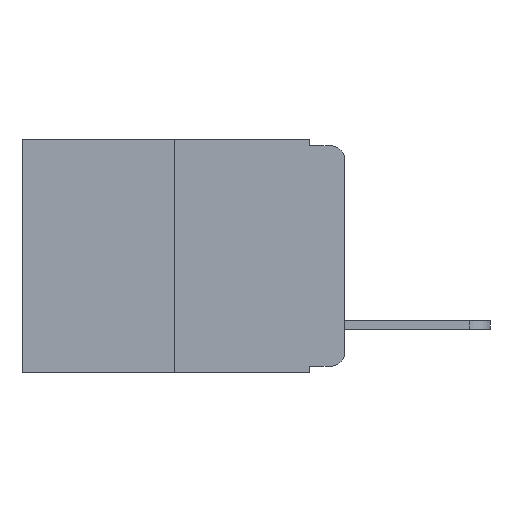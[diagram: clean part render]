
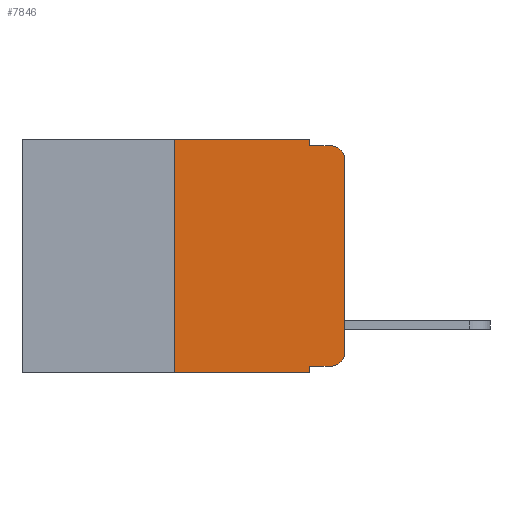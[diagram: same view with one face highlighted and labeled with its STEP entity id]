
A CAD part, left-side view. The second image highlights one B-rep face of the part: STEP entity #7846.
In plain terms, the highlighted planar face has unit normal (-1, 0, 0).
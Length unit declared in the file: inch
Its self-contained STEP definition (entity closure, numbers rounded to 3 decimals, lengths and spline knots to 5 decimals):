
#144 = DIRECTION ( 'NONE',  ( 0., -1., 0. ) ) ;
#681 = LINE ( 'NONE', #18473, #12689 ) ;
#1164 = ORIENTED_EDGE ( 'NONE', *, *, #23582, .F. ) ;
#1799 = DIRECTION ( 'NONE',  ( -1., 0., 0. ) ) ;
#1896 = CARTESIAN_POINT ( 'NONE',  ( 0., 0., 0. ) ) ;
#2161 = AXIS2_PLACEMENT_3D ( 'NONE', #7778, #6084, #19769 ) ;
#2353 = EDGE_CURVE ( 'NONE', #10304, #6910, #10289, .T. ) ;
#2364 = CARTESIAN_POINT ( 'NONE',  ( 0., 0.473, 0. ) ) ;
#2701 = EDGE_CURVE ( 'NONE', #18621, #10304, #8736, .T. ) ;
#2757 = AXIS2_PLACEMENT_3D ( 'NONE', #19559, #1799, #25247 ) ;
#3334 = ORIENTED_EDGE ( 'NONE', *, *, #3880, .T. ) ;
#3505 = VERTEX_POINT ( 'NONE', #17374 ) ;
#3592 = ORIENTED_EDGE ( 'NONE', *, *, #4977, .T. ) ;
#3687 = DIRECTION ( 'NONE',  ( -1., 0., 0. ) ) ;
#3719 = VERTEX_POINT ( 'NONE', #22200 ) ;
#3880 = EDGE_CURVE ( 'NONE', #25445, #7958, #681, .T. ) ;
#3949 = ORIENTED_EDGE ( 'NONE', *, *, #15383, .F. ) ;
#4306 = CIRCLE ( 'NONE', #2757, 0.02 ) ;
#4402 = ORIENTED_EDGE ( 'NONE', *, *, #2353, .F. ) ;
#4556 = VECTOR ( 'NONE', #24392, 39.37008 ) ;
#4977 = EDGE_CURVE ( 'NONE', #15157, #9702, #4306, .T. ) ;
#5586 = DIRECTION ( 'NONE',  ( 0., 0., -1. ) ) ;
#5849 = CARTESIAN_POINT ( 'NONE',  ( 0., 0.02, -0.03 ) ) ;
#6084 = DIRECTION ( 'NONE',  ( 1., 0., 0. ) ) ;
#6410 = DIRECTION ( 'NONE',  ( 0., 0., -1. ) ) ;
#6460 = CARTESIAN_POINT ( 'NONE',  ( 0., 0.25, 0. ) ) ;
#6754 = DIRECTION ( 'NONE',  ( 0., -1., 0. ) ) ;
#6782 = CARTESIAN_POINT ( 'NONE',  ( 0., 0.25, -0.343 ) ) ;
#6910 = VERTEX_POINT ( 'NONE', #20326 ) ;
#7084 = VECTOR ( 'NONE', #9796, 39.37008 ) ;
#7192 = CARTESIAN_POINT ( 'NONE',  ( 0., 0.051, -0.01 ) ) ;
#7778 = CARTESIAN_POINT ( 'NONE',  ( 0., 0.473, 0. ) ) ;
#7846 = ADVANCED_FACE ( 'NONE', ( #16682 ), #19678, .F. ) ;
#7958 = VERTEX_POINT ( 'NONE', #23838 ) ;
#8101 = ORIENTED_EDGE ( 'NONE', *, *, #9906, .F. ) ;
#8249 = LINE ( 'NONE', #6460, #4556 ) ;
#8451 = EDGE_CURVE ( 'NONE', #25423, #15157, #18168, .T. ) ;
#8736 = LINE ( 'NONE', #16180, #21651 ) ;
#8969 = ORIENTED_EDGE ( 'NONE', *, *, #2701, .F. ) ;
#9702 = VERTEX_POINT ( 'NONE', #18999 ) ;
#9794 = ORIENTED_EDGE ( 'NONE', *, *, #18102, .T. ) ;
#9796 = DIRECTION ( 'NONE',  ( 0., 0., 1. ) ) ;
#9906 = EDGE_CURVE ( 'NONE', #3505, #18621, #20923, .T. ) ;
#10289 = LINE ( 'NONE', #7192, #17625 ) ;
#10304 = VERTEX_POINT ( 'NONE', #25109 ) ;
#10554 = EDGE_LOOP ( 'NONE', ( #22507, #9794, #4402, #8969, #8101, #3949, #3334, #1164, #19092, #3592 ) ) ;
#12677 = DIRECTION ( 'NONE',  ( 0., -1., 0. ) ) ;
#12689 = VECTOR ( 'NONE', #12677, 39.37008 ) ;
#13098 = CARTESIAN_POINT ( 'NONE',  ( 0., 0.02, -0.333 ) ) ;
#14302 = CIRCLE ( 'NONE', #20893, 0.02 ) ;
#14570 = CARTESIAN_POINT ( 'NONE',  ( 0., 0.051, 0. ) ) ;
#15157 = VERTEX_POINT ( 'NONE', #13098 ) ;
#15383 = EDGE_CURVE ( 'NONE', #25445, #3505, #8249, .T. ) ;
#16180 = CARTESIAN_POINT ( 'NONE',  ( 0., 0.051, 0. ) ) ;
#16293 = CARTESIAN_POINT ( 'NONE',  ( 0., 0.051, 0. ) ) ;
#16682 = FACE_OUTER_BOUND ( 'NONE', #10554, .T. ) ;
#17374 = CARTESIAN_POINT ( 'NONE',  ( 0., 0.25, 0. ) ) ;
#17625 = VECTOR ( 'NONE', #24868, 39.37008 ) ;
#18102 = EDGE_CURVE ( 'NONE', #3719, #6910, #14302, .T. ) ;
#18168 = LINE ( 'NONE', #18399, #20026 ) ;
#18399 = CARTESIAN_POINT ( 'NONE',  ( 0., 0.051, -0.333 ) ) ;
#18418 = LINE ( 'NONE', #1896, #7084 ) ;
#18473 = CARTESIAN_POINT ( 'NONE',  ( 0., 0.473, -0.343 ) ) ;
#18621 = VERTEX_POINT ( 'NONE', #14570 ) ;
#18999 = CARTESIAN_POINT ( 'NONE',  ( 0., 0., -0.313 ) ) ;
#19092 = ORIENTED_EDGE ( 'NONE', *, *, #8451, .T. ) ;
#19559 = CARTESIAN_POINT ( 'NONE',  ( 0., 0.02, -0.313 ) ) ;
#19678 = PLANE ( 'NONE',  #2161 ) ;
#19769 = DIRECTION ( 'NONE',  ( 0., 0., -1. ) ) ;
#20026 = VECTOR ( 'NONE', #6754, 39.37008 ) ;
#20326 = CARTESIAN_POINT ( 'NONE',  ( 0., 0.02, -0.01 ) ) ;
#20893 = AXIS2_PLACEMENT_3D ( 'NONE', #5849, #3687, #5586 ) ;
#20923 = LINE ( 'NONE', #2364, #22198 ) ;
#21651 = VECTOR ( 'NONE', #6410, 39.37008 ) ;
#21903 = DIRECTION ( 'NONE',  ( 0., 0., -1. ) ) ;
#22078 = LINE ( 'NONE', #16293, #23933 ) ;
#22198 = VECTOR ( 'NONE', #144, 39.37008 ) ;
#22200 = CARTESIAN_POINT ( 'NONE',  ( 0., 0., -0.03 ) ) ;
#22507 = ORIENTED_EDGE ( 'NONE', *, *, #22545, .T. ) ;
#22545 = EDGE_CURVE ( 'NONE', #9702, #3719, #18418, .T. ) ;
#23582 = EDGE_CURVE ( 'NONE', #25423, #7958, #22078, .T. ) ;
#23838 = CARTESIAN_POINT ( 'NONE',  ( 0., 0.051, -0.343 ) ) ;
#23933 = VECTOR ( 'NONE', #21903, 39.37008 ) ;
#24298 = CARTESIAN_POINT ( 'NONE',  ( 0., 0.051, -0.333 ) ) ;
#24392 = DIRECTION ( 'NONE',  ( 0., 0., 1. ) ) ;
#24868 = DIRECTION ( 'NONE',  ( 0., -1., 0. ) ) ;
#25109 = CARTESIAN_POINT ( 'NONE',  ( 0., 0.051, -0.01 ) ) ;
#25247 = DIRECTION ( 'NONE',  ( 0., 0., -1. ) ) ;
#25423 = VERTEX_POINT ( 'NONE', #24298 ) ;
#25445 = VERTEX_POINT ( 'NONE', #6782 ) ;
